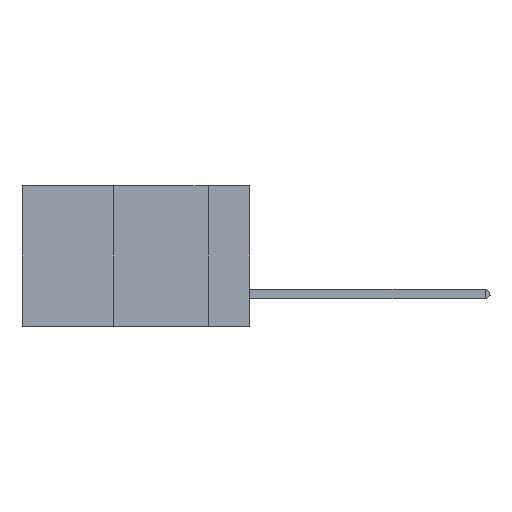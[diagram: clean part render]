
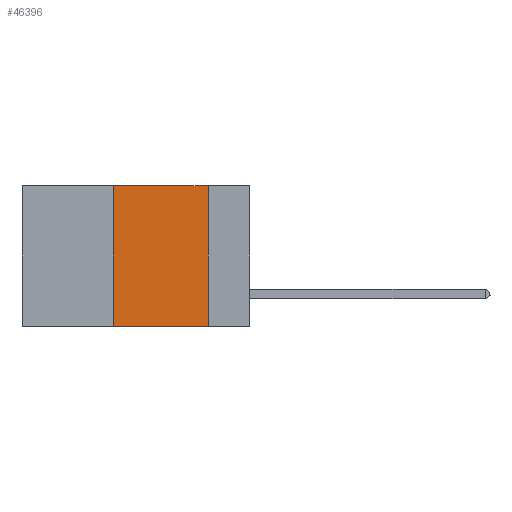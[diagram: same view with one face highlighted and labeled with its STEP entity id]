
A CAD part, left-side view. The second image highlights one B-rep face of the part: STEP entity #46396.
In plain terms, the highlighted planar face has unit normal (-1, 0, 0).
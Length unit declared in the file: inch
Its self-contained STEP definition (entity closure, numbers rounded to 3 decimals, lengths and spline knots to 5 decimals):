
#1749 = LINE ( 'NONE', #47830, #37370 ) ;
#3360 = ORIENTED_EDGE ( 'NONE', *, *, #9947, .F. ) ;
#6067 = VERTEX_POINT ( 'NONE', #14686 ) ;
#6193 = ORIENTED_EDGE ( 'NONE', *, *, #26166, .T. ) ;
#6750 = DIRECTION ( 'NONE',  ( 0., -1., 0. ) ) ;
#9947 = EDGE_CURVE ( 'NONE', #36175, #6067, #1749, .T. ) ;
#10403 = DIRECTION ( 'NONE',  ( 0., 0., -1. ) ) ;
#10498 = CARTESIAN_POINT ( 'NONE',  ( 0., 0.6, -0.37 ) ) ;
#10734 = LINE ( 'NONE', #10498, #42867 ) ;
#10865 = VERTEX_POINT ( 'NONE', #26575 ) ;
#14686 = CARTESIAN_POINT ( 'NONE',  ( 0., 0.11, -0.37 ) ) ;
#14936 = DIRECTION ( 'NONE',  ( 0., 0., -1. ) ) ;
#15762 = LINE ( 'NONE', #39279, #24101 ) ;
#18919 = FACE_OUTER_BOUND ( 'NONE', #38263, .T. ) ;
#18931 = EDGE_CURVE ( 'NONE', #33407, #10865, #15762, .T. ) ;
#19035 = LINE ( 'NONE', #41559, #46955 ) ;
#23262 = DIRECTION ( 'NONE',  ( 0., 0., 1. ) ) ;
#24101 = VECTOR ( 'NONE', #23262, 39.37008 ) ;
#25433 = DIRECTION ( 'NONE',  ( 1., 0., 0. ) ) ;
#26164 = PLANE ( 'NONE',  #41184 ) ;
#26166 = EDGE_CURVE ( 'NONE', #33407, #6067, #10734, .T. ) ;
#26575 = CARTESIAN_POINT ( 'NONE',  ( 0., 0.36, 0. ) ) ;
#27436 = EDGE_CURVE ( 'NONE', #10865, #36175, #19035, .T. ) ;
#31968 = CARTESIAN_POINT ( 'NONE',  ( 0., 0.36, -0.37 ) ) ;
#33407 = VERTEX_POINT ( 'NONE', #31968 ) ;
#36175 = VERTEX_POINT ( 'NONE', #44784 ) ;
#37203 = ORIENTED_EDGE ( 'NONE', *, *, #27436, .F. ) ;
#37370 = VECTOR ( 'NONE', #14936, 39.37008 ) ;
#38052 = DIRECTION ( 'NONE',  ( 0., -1., 0. ) ) ;
#38263 = EDGE_LOOP ( 'NONE', ( #3360, #37203, #42589, #6193 ) ) ;
#39279 = CARTESIAN_POINT ( 'NONE',  ( 0., 0.36, 0. ) ) ;
#41184 = AXIS2_PLACEMENT_3D ( 'NONE', #45201, #25433, #10403 ) ;
#41559 = CARTESIAN_POINT ( 'NONE',  ( 0., 0.6, 0. ) ) ;
#42589 = ORIENTED_EDGE ( 'NONE', *, *, #18931, .F. ) ;
#42867 = VECTOR ( 'NONE', #6750, 39.37008 ) ;
#44784 = CARTESIAN_POINT ( 'NONE',  ( 0., 0.11, 0. ) ) ;
#45201 = CARTESIAN_POINT ( 'NONE',  ( 0., 0.6, 0. ) ) ;
#46396 = ADVANCED_FACE ( 'NONE', ( #18919 ), #26164, .F. ) ;
#46955 = VECTOR ( 'NONE', #38052, 39.37008 ) ;
#47830 = CARTESIAN_POINT ( 'NONE',  ( 0., 0.11, 0. ) ) ;
